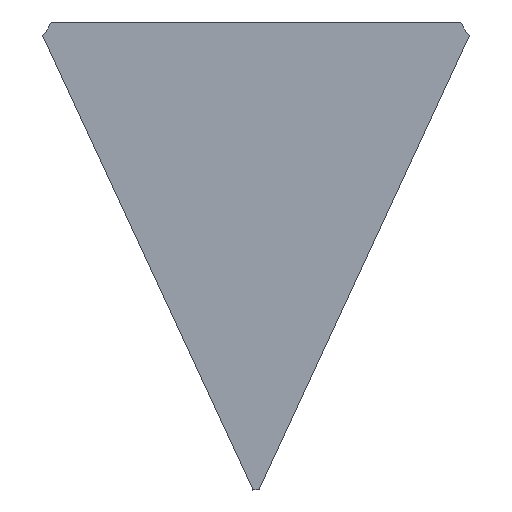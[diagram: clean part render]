
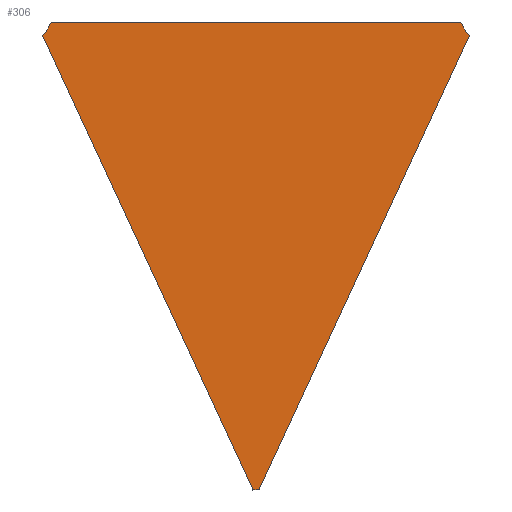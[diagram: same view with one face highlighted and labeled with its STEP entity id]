
A CAD part, front view. The second image highlights one B-rep face of the part: STEP entity #306.
In plain terms, the highlighted planar face has unit normal (0, -1, 0).
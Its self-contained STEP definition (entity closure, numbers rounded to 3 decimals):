
#3 = VECTOR ( 'NONE', #181, 1000. ) ;
#5 = DIRECTION ( 'NONE',  ( 0., 1., 0. ) ) ;
#10 = PLANE ( 'NONE',  #166 ) ;
#11 = ORIENTED_EDGE ( 'NONE', *, *, #113, .F. ) ;
#13 = VERTEX_POINT ( 'NONE', #163 ) ;
#21 = AXIS2_PLACEMENT_3D ( 'NONE', #22, #120, #146 ) ;
#22 = CARTESIAN_POINT ( 'NONE',  ( 0., 0., -991.764 ) ) ;
#31 = CARTESIAN_POINT ( 'NONE',  ( 0., 0., 0. ) ) ;
#33 = CIRCLE ( 'NONE', #128, 90. ) ;
#34 = EDGE_LOOP ( 'NONE', ( #180, #270, #82, #182, #11, #228, #130 ) ) ;
#47 = EDGE_CURVE ( 'NONE', #70, #203, #179, .T. ) ;
#55 = CIRCLE ( 'NONE', #265, 90. ) ;
#60 = DIRECTION ( 'NONE',  ( 0., 1., 0. ) ) ;
#62 = CIRCLE ( 'NONE', #100, 90. ) ;
#64 = DIRECTION ( 'NONE',  ( 0., -1., 0. ) ) ;
#70 = VERTEX_POINT ( 'NONE', #258 ) ;
#75 = CARTESIAN_POINT ( 'NONE',  ( -499.879, 0., 239.531 ) ) ;
#76 = DIRECTION ( 'NONE',  ( 0., 1., 0. ) ) ;
#77 = DIRECTION ( 'NONE',  ( 0., 0., 1. ) ) ;
#80 = DIRECTION ( 'NONE',  ( 0., 0., 1. ) ) ;
#82 = ORIENTED_EDGE ( 'NONE', *, *, #187, .T. ) ;
#87 = DIRECTION ( 'NONE',  ( -0.42, 0., -0.907 ) ) ;
#91 = VERTEX_POINT ( 'NONE', #94 ) ;
#94 = CARTESIAN_POINT ( 'NONE',  ( 520.744, 0., 206.88 ) ) ;
#96 = CARTESIAN_POINT ( 'NONE',  ( 0., 0., -991.764 ) ) ;
#100 = AXIS2_PLACEMENT_3D ( 'NONE', #96, #76, #77 ) ;
#104 = CARTESIAN_POINT ( 'NONE',  ( 584.372, 0., 270.531 ) ) ;
#106 = VECTOR ( 'NONE', #87, 1000. ) ;
#110 = VERTEX_POINT ( 'NONE', #75 ) ;
#113 = EDGE_CURVE ( 'NONE', #91, #178, #207, .T. ) ;
#117 = VERTEX_POINT ( 'NONE', #136 ) ;
#120 = DIRECTION ( 'NONE',  ( 0., 1., 0. ) ) ;
#128 = AXIS2_PLACEMENT_3D ( 'NONE', #104, #60, #291 ) ;
#130 = ORIENTED_EDGE ( 'NONE', *, *, #149, .F. ) ;
#133 = CIRCLE ( 'NONE', #21, 90. ) ;
#136 = CARTESIAN_POINT ( 'NONE',  ( 0., 0., -901.764 ) ) ;
#146 = DIRECTION ( 'NONE',  ( 0., 0., 1. ) ) ;
#149 = EDGE_CURVE ( 'NONE', #110, #13, #162, .T. ) ;
#152 = DIRECTION ( 'NONE',  ( 0., 0., -1. ) ) ;
#162 = LINE ( 'NONE', #301, #3 ) ;
#163 = CARTESIAN_POINT ( 'NONE',  ( 499.879, 0., 239.531 ) ) ;
#166 = AXIS2_PLACEMENT_3D ( 'NONE', #31, #64, #152 ) ;
#178 = VERTEX_POINT ( 'NONE', #235 ) ;
#179 = LINE ( 'NONE', #307, #213 ) ;
#180 = ORIENTED_EDGE ( 'NONE', *, *, #229, .T. ) ;
#181 = DIRECTION ( 'NONE',  ( 1., 0., 0. ) ) ;
#182 = ORIENTED_EDGE ( 'NONE', *, *, #252, .T. ) ;
#187 = EDGE_CURVE ( 'NONE', #70, #117, #133, .T. ) ;
#190 = CARTESIAN_POINT ( 'NONE',  ( -584.372, 0., 270.531 ) ) ;
#194 = FACE_OUTER_BOUND ( 'NONE', #34, .T. ) ;
#203 = VERTEX_POINT ( 'NONE', #264 ) ;
#207 = LINE ( 'NONE', #233, #106 ) ;
#213 = VECTOR ( 'NONE', #250, 1000. ) ;
#228 = ORIENTED_EDGE ( 'NONE', *, *, #309, .T. ) ;
#229 = EDGE_CURVE ( 'NONE', #110, #203, #55, .T. ) ;
#233 = CARTESIAN_POINT ( 'NONE',  ( 535.86, 0., 239.531 ) ) ;
#235 = CARTESIAN_POINT ( 'NONE',  ( 7.364, 0., -902.066 ) ) ;
#250 = DIRECTION ( 'NONE',  ( -0.42, 0., 0.907 ) ) ;
#252 = EDGE_CURVE ( 'NONE', #117, #178, #62, .T. ) ;
#258 = CARTESIAN_POINT ( 'NONE',  ( -7.364, 0., -902.066 ) ) ;
#264 = CARTESIAN_POINT ( 'NONE',  ( -520.744, 0., 206.88 ) ) ;
#265 = AXIS2_PLACEMENT_3D ( 'NONE', #190, #5, #80 ) ;
#270 = ORIENTED_EDGE ( 'NONE', *, *, #47, .F. ) ;
#291 = DIRECTION ( 'NONE',  ( 0., 0., 1. ) ) ;
#301 = CARTESIAN_POINT ( 'NONE',  ( -535.86, 0., 239.531 ) ) ;
#306 = ADVANCED_FACE ( 'NONE', ( #194 ), #10, .T. ) ;
#307 = CARTESIAN_POINT ( 'NONE',  ( 0., 0., -917.974 ) ) ;
#309 = EDGE_CURVE ( 'NONE', #91, #13, #33, .T. ) ;
